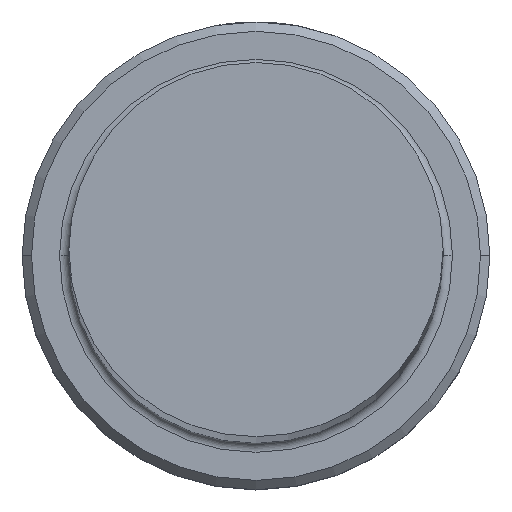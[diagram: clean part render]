
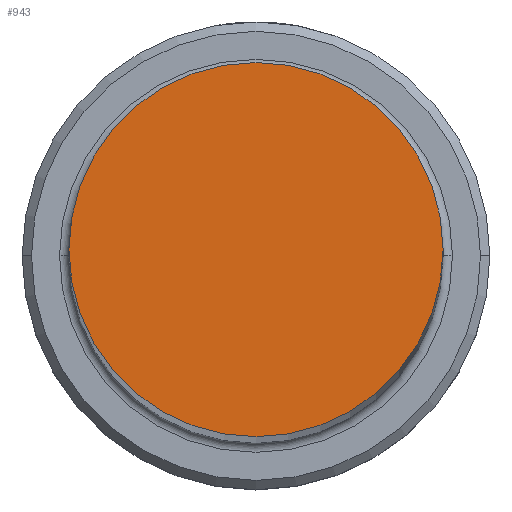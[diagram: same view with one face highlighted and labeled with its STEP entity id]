
A CAD part, top view. The second image highlights one B-rep face of the part: STEP entity #943.
In plain terms, the highlighted planar face has unit normal (0, 0, 1).
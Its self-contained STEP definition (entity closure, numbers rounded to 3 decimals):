
#90 = DIRECTION ( 'NONE',  ( 0., 0., 1. ) ) ;
#186 = CIRCLE ( 'NONE', #432, 10. ) ;
#219 = EDGE_CURVE ( 'NONE', #659, #725, #186, .T. ) ;
#270 = PLANE ( 'NONE',  #578 ) ;
#303 = FACE_OUTER_BOUND ( 'NONE', #1134, .T. ) ;
#392 = EDGE_CURVE ( 'NONE', #725, #659, #1089, .T. ) ;
#409 = DIRECTION ( 'NONE',  ( 0., 0., 1. ) ) ;
#432 = AXIS2_PLACEMENT_3D ( 'NONE', #1200, #1109, #925 ) ;
#464 = ORIENTED_EDGE ( 'NONE', *, *, #219, .T. ) ;
#517 = CARTESIAN_POINT ( 'NONE',  ( 10., 0., 200. ) ) ;
#570 = ORIENTED_EDGE ( 'NONE', *, *, #392, .T. ) ;
#578 = AXIS2_PLACEMENT_3D ( 'NONE', #1182, #90, #729 ) ;
#659 = VERTEX_POINT ( 'NONE', #517 ) ;
#725 = VERTEX_POINT ( 'NONE', #730 ) ;
#729 = DIRECTION ( 'NONE',  ( 1., 0., 0. ) ) ;
#730 = CARTESIAN_POINT ( 'NONE',  ( -10., 0., 200. ) ) ;
#822 = AXIS2_PLACEMENT_3D ( 'NONE', #946, #409, #1035 ) ;
#925 = DIRECTION ( 'NONE',  ( 1., 0., 0. ) ) ;
#943 = ADVANCED_FACE ( 'NONE', ( #303 ), #270, .T. ) ;
#946 = CARTESIAN_POINT ( 'NONE',  ( 0., 0., 200. ) ) ;
#1035 = DIRECTION ( 'NONE',  ( 1., 0., 0. ) ) ;
#1089 = CIRCLE ( 'NONE', #822, 10. ) ;
#1109 = DIRECTION ( 'NONE',  ( 0., 0., 1. ) ) ;
#1134 = EDGE_LOOP ( 'NONE', ( #570, #464 ) ) ;
#1182 = CARTESIAN_POINT ( 'NONE',  ( 0., 0., 200. ) ) ;
#1200 = CARTESIAN_POINT ( 'NONE',  ( 0., 0., 200. ) ) ;
